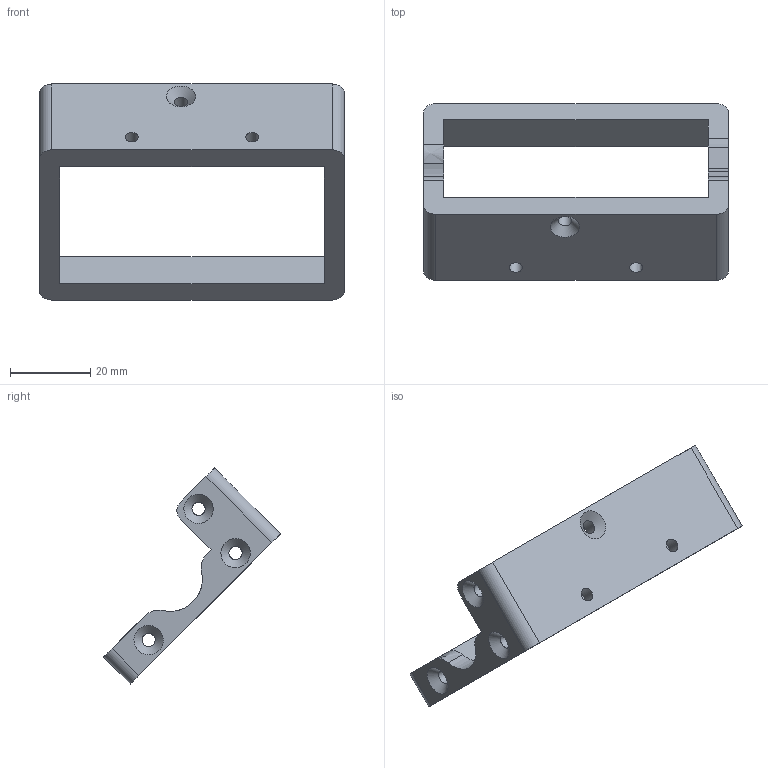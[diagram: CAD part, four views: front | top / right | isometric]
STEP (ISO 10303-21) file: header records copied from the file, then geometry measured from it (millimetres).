
FILE_DESCRIPTION(/* description */ ('CAx-IF Rec.Pracs.---Representation and Presentation of Product Manufacturing Information (PMI)---4.0---2014-10-13','CAx-IF Rec.Pracs.---3D Tessellated Geometry---0.4---2014-09-14','2;1'),/* implementation_level */ '2;1');
FILE_NAME(/* name */ 'baseFrame',/* time_stamp */ '2025-02-11T17:06:44+09:00',/* author */ (''),/* organization */ (''),/* preprocessor_version */ 'ST-DEVELOPER v19.3',/* originating_system */ 'SIEMENS PLM Software NX2212.3001',/* authorisation */ $);
FILE_SCHEMA (('AP242_MANAGED_MODEL_BASED_3D_ENGINEERING_MIM_LF { 1 0 10303 442 3 1 4 }'));
Length unit declared in the file: millimetre
Products named in the file (1): baseFrame
Bounding box: 75.83 x 44.01 x 53.8 mm (x, y, z)
Surface area: 9693.5 mm2 (no closed solid volume)
Topology: 0 solids, 1 shells, 47 faces, 146 edges, 99 vertices
Faces by surface type: cylinder 18, plane 16, bspline 10, cone 3
Full cylindrical faces by diameter (mm): 3.3 x9
Entity records: 2398 total; most frequent: CARTESIAN_POINT 799, DIRECTION 240, ORIENTED_EDGE 230, EDGE_CURVE 115, AXIS2_PLACEMENT_3D 95, VERTEX_POINT 87, EDGE_LOOP 84, FACE_BOUND 84
